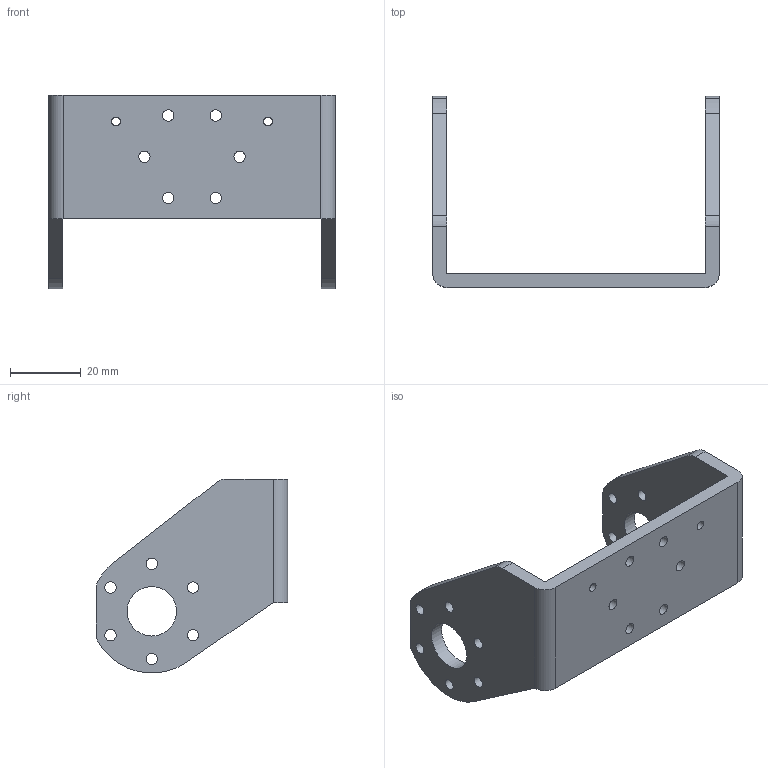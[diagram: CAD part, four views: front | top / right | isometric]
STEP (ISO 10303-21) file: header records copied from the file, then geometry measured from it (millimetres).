
FILE_DESCRIPTION(/* description */ (''),/* implementation_level */ '2;1');
FILE_NAME(/* name */ 'link1-2.step',/* time_stamp */ '2025-09-11T14:03:21+02:00',/* author */ (''),/* organization */ (''),/* preprocessor_version */ 'ST-DEVELOPER v20.1',/* originating_system */ 'Autodesk Translation Framework v14.10.0.0',/* authorisation */ '');
FILE_SCHEMA (('AUTOMOTIVE_DESIGN { 1 0 10303 214 3 1 1 }'));
Length unit declared in the file: millimetre
Products named in the file (1): link1-2 (verdickt, angewinkelt)
Bounding box: 81.3 x 54.19 x 54.97 mm (x, y, z)
Volume: 24744.4 mm3; surface area: 15239 mm2
Topology: 1 solids, 1 shells, 50 faces, 140 edges, 92 vertices
Faces by surface type: cylinder 36, plane 14
Full cylindrical faces by diameter (mm): 2.529 x2, 3.2 x18, 14 x2
Entity records: 1765 total; most frequent: DIRECTION 314, CARTESIAN_POINT 283, ORIENTED_EDGE 280, EDGE_CURVE 140, AXIS2_PLACEMENT_3D 123, EDGE_LOOP 94, VERTEX_POINT 92, CIRCLE 72
